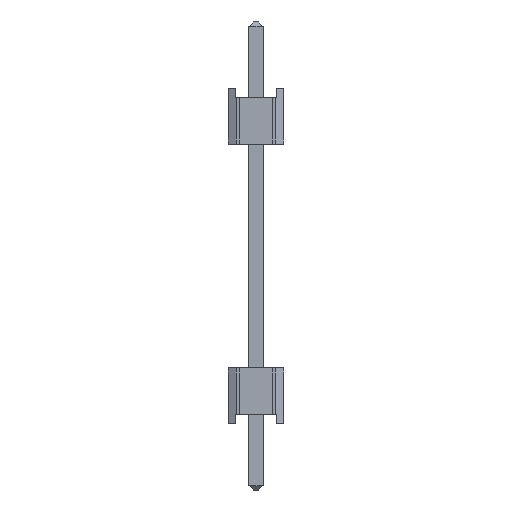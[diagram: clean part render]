
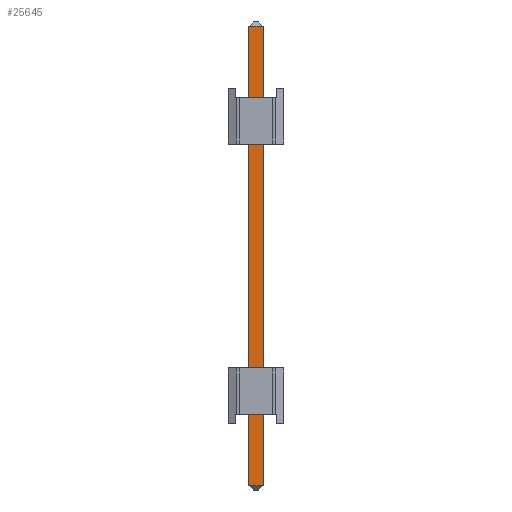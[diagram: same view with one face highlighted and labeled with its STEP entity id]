
A CAD part, left-side view. The second image highlights one B-rep face of the part: STEP entity #25645.
In plain terms, the highlighted planar face has unit normal (-1, 0, 0).
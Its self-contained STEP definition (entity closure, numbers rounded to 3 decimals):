
#25500 = VERTEX_POINT('',#25501);
#25501 = CARTESIAN_POINT('',(-103.19,0.32,26.01));
#25507 = EDGE_CURVE('',#25508,#25500,#25510,.T.);
#25508 = VERTEX_POINT('',#25509);
#25509 = CARTESIAN_POINT('',(-103.19,-0.32,26.01));
#25510 = LINE('',#25511,#25512);
#25511 = CARTESIAN_POINT('',(-103.19,-0.32,26.01));
#25512 = VECTOR('',#25513,1.);
#25513 = DIRECTION('',(0.,1.,0.));
#25531 = VERTEX_POINT('',#25532);
#25532 = CARTESIAN_POINT('',(-103.19,0.32,5.17));
#25645 = ADVANCED_FACE('',(#25646),#25669,.F.);
#25646 = FACE_BOUND('',#25647,.T.);
#25647 = EDGE_LOOP('',(#25648,#25654,#25662,#25668));
#25648 = ORIENTED_EDGE('',*,*,#25649,.T.);
#25649 = EDGE_CURVE('',#25500,#25531,#25650,.T.);
#25650 = LINE('',#25651,#25652);
#25651 = CARTESIAN_POINT('',(-103.19,0.32,26.21));
#25652 = VECTOR('',#25653,1.);
#25653 = DIRECTION('',(0.,0.,-1.));
#25654 = ORIENTED_EDGE('',*,*,#25655,.T.);
#25655 = EDGE_CURVE('',#25531,#25656,#25658,.T.);
#25656 = VERTEX_POINT('',#25657);
#25657 = CARTESIAN_POINT('',(-103.19,-0.32,5.17));
#25658 = LINE('',#25659,#25660);
#25659 = CARTESIAN_POINT('',(-103.19,-0.32,5.17));
#25660 = VECTOR('',#25661,1.);
#25661 = DIRECTION('',(0.,-1.,0.));
#25662 = ORIENTED_EDGE('',*,*,#25663,.F.);
#25663 = EDGE_CURVE('',#25508,#25656,#25664,.T.);
#25664 = LINE('',#25665,#25666);
#25665 = CARTESIAN_POINT('',(-103.19,-0.32,26.21));
#25666 = VECTOR('',#25667,1.);
#25667 = DIRECTION('',(0.,0.,-1.));
#25668 = ORIENTED_EDGE('',*,*,#25507,.T.);
#25669 = PLANE('',#25670);
#25670 = AXIS2_PLACEMENT_3D('',#25671,#25672,#25673);
#25671 = CARTESIAN_POINT('',(-103.19,-0.32,26.21));
#25672 = DIRECTION('',(1.,0.,0.));
#25673 = DIRECTION('',(0.,0.,-1.));
